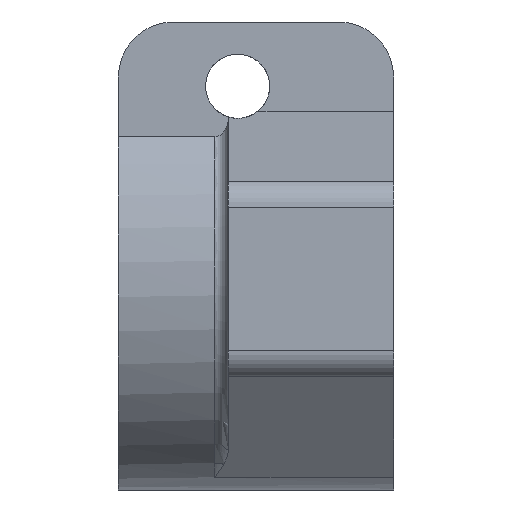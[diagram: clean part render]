
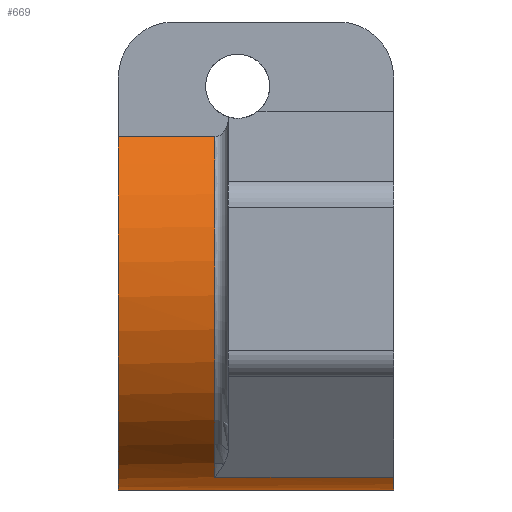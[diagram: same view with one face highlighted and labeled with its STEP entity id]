
A CAD part, left-side view. The second image highlights one B-rep face of the part: STEP entity #669.
In plain terms, the highlighted cylindrical face has radius 23 mm (diameter 46 mm), a partial arc.
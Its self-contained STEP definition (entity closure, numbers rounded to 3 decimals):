
#15 = EDGE_CURVE ( 'NONE', #418, #118, #1350, .T. ) ;
#34 = CARTESIAN_POINT ( 'NONE',  ( 0., 30., -23. ) ) ;
#40 = VERTEX_POINT ( 'NONE', #1302 ) ;
#42 = DIRECTION ( 'NONE',  ( 0., -1., 0. ) ) ;
#47 = CARTESIAN_POINT ( 'NONE',  ( 0., 0., -23. ) ) ;
#67 = DIRECTION ( 'NONE',  ( 0., 0., -1. ) ) ;
#92 = ORIENTED_EDGE ( 'NONE', *, *, #960, .T. ) ;
#110 = VECTOR ( 'NONE', #780, 1000. ) ;
#118 = VERTEX_POINT ( 'NONE', #680 ) ;
#146 = VECTOR ( 'NONE', #275, 1000. ) ;
#166 = EDGE_CURVE ( 'NONE', #489, #709, #1538, .T. ) ;
#187 = LINE ( 'NONE', #1106, #573 ) ;
#218 = ORIENTED_EDGE ( 'NONE', *, *, #1475, .T. ) ;
#275 = DIRECTION ( 'NONE',  ( 0., -1., 0. ) ) ;
#403 = EDGE_LOOP ( 'NONE', ( #1053, #92, #1484, #1550, #782, #218 ) ) ;
#418 = VERTEX_POINT ( 'NONE', #47 ) ;
#451 = CARTESIAN_POINT ( 'NONE',  ( -17., 19.5, 15.492 ) ) ;
#455 = CARTESIAN_POINT ( 'NONE',  ( 0., 30., 0. ) ) ;
#489 = VERTEX_POINT ( 'NONE', #555 ) ;
#538 = EDGE_CURVE ( 'NONE', #1511, #40, #1308, .T. ) ;
#555 = CARTESIAN_POINT ( 'NONE',  ( -7.866, 19.5, -21.613 ) ) ;
#571 = DIRECTION ( 'NONE',  ( 0., -1., 0. ) ) ;
#573 = VECTOR ( 'NONE', #42, 1000. ) ;
#598 = DIRECTION ( 'NONE',  ( 0., 1., 0. ) ) ;
#647 = CYLINDRICAL_SURFACE ( 'NONE', #1555, 23. ) ;
#660 = CARTESIAN_POINT ( 'NONE',  ( 0., 30., 0. ) ) ;
#668 = LINE ( 'NONE', #34, #146 ) ;
#669 = ADVANCED_FACE ( 'NONE', ( #1493 ), #647, .T. ) ;
#680 = CARTESIAN_POINT ( 'NONE',  ( -7.866, 0., -21.613 ) ) ;
#709 = VERTEX_POINT ( 'NONE', #451 ) ;
#777 = DIRECTION ( 'NONE',  ( 0., 1., 0. ) ) ;
#780 = DIRECTION ( 'NONE',  ( 0., 1., 0. ) ) ;
#782 = ORIENTED_EDGE ( 'NONE', *, *, #166, .T. ) ;
#895 = CARTESIAN_POINT ( 'NONE',  ( 0., 30., -23. ) ) ;
#940 = CARTESIAN_POINT ( 'NONE',  ( 0., 0., 0. ) ) ;
#954 = CARTESIAN_POINT ( 'NONE',  ( 0., 19.5, 0. ) ) ;
#960 = EDGE_CURVE ( 'NONE', #1511, #418, #668, .T. ) ;
#1033 = LINE ( 'NONE', #1403, #110 ) ;
#1053 = ORIENTED_EDGE ( 'NONE', *, *, #538, .F. ) ;
#1059 = AXIS2_PLACEMENT_3D ( 'NONE', #660, #777, #67 ) ;
#1106 = CARTESIAN_POINT ( 'NONE',  ( -7.866, 30., -21.613 ) ) ;
#1300 = DIRECTION ( 'NONE',  ( 0., 0., -1. ) ) ;
#1302 = CARTESIAN_POINT ( 'NONE',  ( -17., 30., 15.492 ) ) ;
#1308 = CIRCLE ( 'NONE', #1059, 23. ) ;
#1314 = AXIS2_PLACEMENT_3D ( 'NONE', #940, #1534, #1418 ) ;
#1350 = CIRCLE ( 'NONE', #1314, 23. ) ;
#1382 = EDGE_CURVE ( 'NONE', #489, #118, #187, .T. ) ;
#1403 = CARTESIAN_POINT ( 'NONE',  ( -17., 18., 15.492 ) ) ;
#1410 = AXIS2_PLACEMENT_3D ( 'NONE', #954, #598, #1452 ) ;
#1418 = DIRECTION ( 'NONE',  ( 0., 0., -1. ) ) ;
#1452 = DIRECTION ( 'NONE',  ( 0., 0., 1. ) ) ;
#1475 = EDGE_CURVE ( 'NONE', #709, #40, #1033, .T. ) ;
#1484 = ORIENTED_EDGE ( 'NONE', *, *, #15, .T. ) ;
#1493 = FACE_OUTER_BOUND ( 'NONE', #403, .T. ) ;
#1511 = VERTEX_POINT ( 'NONE', #895 ) ;
#1534 = DIRECTION ( 'NONE',  ( 0., 1., 0. ) ) ;
#1538 = CIRCLE ( 'NONE', #1410, 23. ) ;
#1550 = ORIENTED_EDGE ( 'NONE', *, *, #1382, .F. ) ;
#1555 = AXIS2_PLACEMENT_3D ( 'NONE', #455, #571, #1300 ) ;
